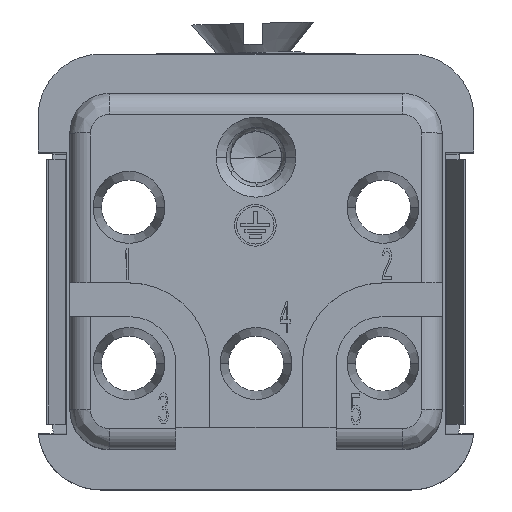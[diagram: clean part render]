
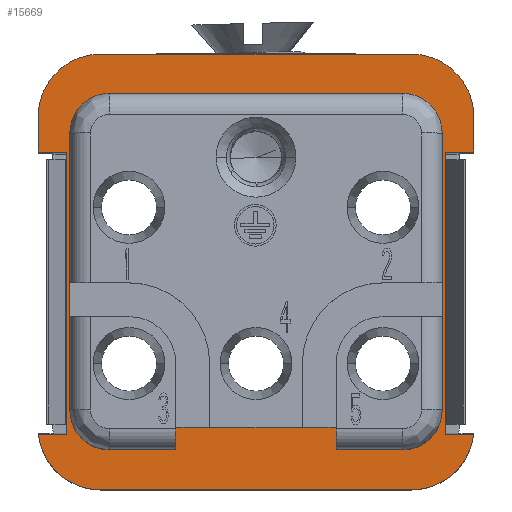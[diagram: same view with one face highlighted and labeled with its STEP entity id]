
A CAD part, top view. The second image highlights one B-rep face of the part: STEP entity #15669.
In plain terms, the highlighted planar face has unit normal (0, 0, 1).
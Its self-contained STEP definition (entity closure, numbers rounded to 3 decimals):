
#3038=DIRECTION('',(-1.,0.,0.));
#3039=VECTOR('',#3038,14.943);
#3040=CARTESIAN_POINT('',(7.471,-10.46,0.));
#3041=LINE('',#3040,#3039);
#3620=DIRECTION('',(1.,0.,0.));
#3621=VECTOR('',#3620,14.92);
#3622=CARTESIAN_POINT('',(-7.46,10.46,0.));
#3623=LINE('',#3622,#3621);
#3648=DIRECTION('',(0.,-1.,0.));
#3649=VECTOR('',#3648,1.702);
#3650=CARTESIAN_POINT('',(10.46,7.46,0.));
#3651=LINE('',#3650,#3649);
#3672=DIRECTION('',(0.,-1.,0.));
#3673=VECTOR('',#3672,13.3);
#3674=CARTESIAN_POINT('',(8.94,6.65,0.));
#3675=LINE('',#3674,#3673);
#3676=DIRECTION('',(1.,0.,0.));
#3677=VECTOR('',#3676,14.08);
#3678=CARTESIAN_POINT('',(-7.04,8.55,0.));
#3679=LINE('',#3678,#3677);
#3680=DIRECTION('',(0.,1.,0.));
#3681=VECTOR('',#3680,13.3);
#3682=CARTESIAN_POINT('',(-8.94,-6.65,0.));
#3683=LINE('',#3682,#3681);
#3684=DIRECTION('',(-1.,0.,0.));
#3685=VECTOR('',#3684,3.19);
#3686=CARTESIAN_POINT('',(-3.85,-8.55,0.));
#3687=LINE('',#3686,#3685);
#3688=DIRECTION('',(0.,-1.,0.));
#3689=VECTOR('',#3688,1.07);
#3690=CARTESIAN_POINT('',(-3.85,-7.48,0.));
#3691=LINE('',#3690,#3689);
#3692=DIRECTION('',(-1.,0.,0.));
#3693=VECTOR('',#3692,7.7);
#3694=CARTESIAN_POINT('',(3.85,-7.48,0.));
#3695=LINE('',#3694,#3693);
#3696=DIRECTION('',(0.,1.,0.));
#3697=VECTOR('',#3696,1.07);
#3698=CARTESIAN_POINT('',(3.85,-8.55,0.));
#3699=LINE('',#3698,#3697);
#3700=DIRECTION('',(-1.,0.,0.));
#3701=VECTOR('',#3700,3.19);
#3702=CARTESIAN_POINT('',(7.04,-8.55,0.));
#3703=LINE('',#3702,#3701);
#3704=CARTESIAN_POINT('',(7.471,-7.46,0.));
#3705=DIRECTION('',(0.,0.,1.));
#3706=DIRECTION('',(0.,-1.,0.));
#3707=AXIS2_PLACEMENT_3D('',#3704,#3705,#3706);
#3709=CARTESIAN_POINT('',(-7.471,-7.46,0.));
#3710=DIRECTION('',(0.,0.,1.));
#3711=DIRECTION('',(-0.994,-0.113,0.));
#3712=AXIS2_PLACEMENT_3D('',#3709,#3710,#3711);
#3714=DIRECTION('',(1.,0.,0.));
#3715=VECTOR('',#3714,1.352);
#3716=CARTESIAN_POINT('',(-10.452,-7.798,0.));
#3717=LINE('',#3716,#3715);
#3718=DIRECTION('',(0.,1.,0.));
#3719=VECTOR('',#3718,13.555);
#3720=CARTESIAN_POINT('',(-9.1,-7.798,0.));
#3721=LINE('',#3720,#3719);
#3722=DIRECTION('',(1.,0.,0.));
#3723=VECTOR('',#3722,1.36);
#3724=CARTESIAN_POINT('',(-10.46,5.758,0.));
#3725=LINE('',#3724,#3723);
#3726=CARTESIAN_POINT('',(-7.46,7.46,0.));
#3727=DIRECTION('',(0.,0.,1.));
#3728=DIRECTION('',(0.,1.,0.));
#3729=AXIS2_PLACEMENT_3D('',#3726,#3727,#3728);
#3731=CARTESIAN_POINT('',(7.46,7.46,0.));
#3732=DIRECTION('',(0.,0.,1.));
#3733=DIRECTION('',(1.,0.,0.));
#3734=AXIS2_PLACEMENT_3D('',#3731,#3732,#3733);
#3736=DIRECTION('',(-1.,0.,0.));
#3737=VECTOR('',#3736,1.36);
#3738=CARTESIAN_POINT('',(10.46,5.758,0.));
#3739=LINE('',#3738,#3737);
#3740=DIRECTION('',(0.,-1.,0.));
#3741=VECTOR('',#3740,13.555);
#3742=CARTESIAN_POINT('',(9.1,5.758,0.));
#3743=LINE('',#3742,#3741);
#3744=DIRECTION('',(-1.,0.,0.));
#3745=VECTOR('',#3744,1.352);
#3746=CARTESIAN_POINT('',(10.452,-7.798,0.));
#3747=LINE('',#3746,#3745);
#3813=CARTESIAN_POINT('',(7.04,-6.65,0.));
#3814=DIRECTION('',(0.,0.,-1.));
#3815=DIRECTION('',(1.,0.,0.));
#3816=AXIS2_PLACEMENT_3D('',#3813,#3814,#3815);
#3883=CARTESIAN_POINT('',(-7.04,-6.65,0.));
#3884=DIRECTION('',(0.,0.,-1.));
#3885=DIRECTION('',(0.,-1.,0.));
#3886=AXIS2_PLACEMENT_3D('',#3883,#3884,#3885);
#3921=CARTESIAN_POINT('',(-7.04,6.65,0.));
#3922=DIRECTION('',(0.,0.,-1.));
#3923=DIRECTION('',(-1.,0.,0.));
#3924=AXIS2_PLACEMENT_3D('',#3921,#3922,#3923);
#4065=CARTESIAN_POINT('',(7.04,6.65,0.));
#4066=DIRECTION('',(0.,0.,-1.));
#4067=DIRECTION('',(0.,1.,0.));
#4068=AXIS2_PLACEMENT_3D('',#4065,#4066,#4067);
#4102=DIRECTION('',(0.,1.,0.));
#4103=VECTOR('',#4102,1.702);
#4104=CARTESIAN_POINT('',(-10.46,5.758,0.));
#4105=LINE('',#4104,#4103);
#9346=CARTESIAN_POINT('',(3.85,-7.48,0.));
#9347=CARTESIAN_POINT('',(-3.85,-7.48,0.));
#9348=VERTEX_POINT('',#9346);
#9349=VERTEX_POINT('',#9347);
#9350=CARTESIAN_POINT('',(-3.85,-8.55,0.));
#9351=VERTEX_POINT('',#9350);
#9352=CARTESIAN_POINT('',(3.85,-8.55,0.));
#9353=VERTEX_POINT('',#9352);
#9486=CARTESIAN_POINT('',(-7.04,8.55,0.));
#9487=CARTESIAN_POINT('',(7.04,8.55,0.));
#9488=VERTEX_POINT('',#9486);
#9489=VERTEX_POINT('',#9487);
#9490=CARTESIAN_POINT('',(8.94,6.65,0.));
#9491=CARTESIAN_POINT('',(8.94,-6.65,0.));
#9492=VERTEX_POINT('',#9490);
#9493=VERTEX_POINT('',#9491);
#9494=CARTESIAN_POINT('',(-8.94,-6.65,0.));
#9495=CARTESIAN_POINT('',(-8.94,6.65,0.));
#9496=VERTEX_POINT('',#9494);
#9497=VERTEX_POINT('',#9495);
#9498=CARTESIAN_POINT('',(7.04,-8.55,0.));
#9499=VERTEX_POINT('',#9498);
#9500=CARTESIAN_POINT('',(-7.04,-8.55,0.));
#9501=VERTEX_POINT('',#9500);
#9503=CARTESIAN_POINT('',(7.471,-10.46,0.));
#9505=VERTEX_POINT('',#9503);
#9506=CARTESIAN_POINT('',(10.46,7.46,0.));
#9507=CARTESIAN_POINT('',(7.46,10.46,0.));
#9508=VERTEX_POINT('',#9506);
#9509=VERTEX_POINT('',#9507);
#9515=CARTESIAN_POINT('',(-7.471,-10.46,0.));
#9517=VERTEX_POINT('',#9515);
#9518=CARTESIAN_POINT('',(-7.46,10.46,0.));
#9519=CARTESIAN_POINT('',(-10.46,7.46,0.));
#9520=VERTEX_POINT('',#9518);
#9521=VERTEX_POINT('',#9519);
#9614=CARTESIAN_POINT('',(10.452,-7.798,0.));
#9615=VERTEX_POINT('',#9614);
#9616=CARTESIAN_POINT('',(-10.452,-7.798,0.));
#9617=VERTEX_POINT('',#9616);
#9618=CARTESIAN_POINT('',(10.46,5.758,0.));
#9619=VERTEX_POINT('',#9618);
#9620=CARTESIAN_POINT('',(-10.46,5.758,0.));
#9621=VERTEX_POINT('',#9620);
#9654=CARTESIAN_POINT('',(9.1,5.758,0.));
#9655=CARTESIAN_POINT('',(9.1,-7.798,0.));
#9656=VERTEX_POINT('',#9654);
#9657=VERTEX_POINT('',#9655);
#9658=CARTESIAN_POINT('',(-9.1,5.758,0.));
#9659=VERTEX_POINT('',#9658);
#9660=CARTESIAN_POINT('',(-9.1,-7.798,0.));
#9661=VERTEX_POINT('',#9660);
#15618=CARTESIAN_POINT('',(10.46,10.46,0.));
#15619=DIRECTION('',(0.,0.,1.));
#15620=DIRECTION('',(1.,0.,0.));
#15621=AXIS2_PLACEMENT_3D('',#15618,#15619,#15620);
#15622=PLANE('',#15621);
#15623=ORIENTED_EDGE('',*,*,#14648,.F.);
#15624=ORIENTED_EDGE('',*,*,#14664,.T.);
#15625=ORIENTED_EDGE('',*,*,#14677,.F.);
#15626=ORIENTED_EDGE('',*,*,#14692,.T.);
#15627=ORIENTED_EDGE('',*,*,#14732,.T.);
#15629=ORIENTED_EDGE('',*,*,#15628,.F.);
#15631=ORIENTED_EDGE('',*,*,#15630,.T.);
#15633=ORIENTED_EDGE('',*,*,#15632,.F.);
#15634=ORIENTED_EDGE('',*,*,#15552,.T.);
#15635=ORIENTED_EDGE('',*,*,#15570,.F.);
#15636=ORIENTED_EDGE('',*,*,#15585,.T.);
#15637=ORIENTED_EDGE('',*,*,#15598,.T.);
#15638=ORIENTED_EDGE('',*,*,#14301,.T.);
#15640=ORIENTED_EDGE('',*,*,#15639,.F.);
#15641=EDGE_LOOP('',(#15623,#15624,#15625,#15626,#15627,#15629,#15631,#15633,
#15634,#15635,#15636,#15637,#15638,#15640));
#15642=FACE_OUTER_BOUND('',#15641,.F.);
#15644=ORIENTED_EDGE('',*,*,#15643,.F.);
#15646=ORIENTED_EDGE('',*,*,#15645,.F.);
#15648=ORIENTED_EDGE('',*,*,#15647,.F.);
#15650=ORIENTED_EDGE('',*,*,#15649,.F.);
#15652=ORIENTED_EDGE('',*,*,#15651,.F.);
#15654=ORIENTED_EDGE('',*,*,#15653,.F.);
#15656=ORIENTED_EDGE('',*,*,#15655,.F.);
#15658=ORIENTED_EDGE('',*,*,#15657,.F.);
#15660=ORIENTED_EDGE('',*,*,#15659,.F.);
#15662=ORIENTED_EDGE('',*,*,#15661,.F.);
#15664=ORIENTED_EDGE('',*,*,#15663,.F.);
#15666=ORIENTED_EDGE('',*,*,#15665,.F.);
#15667=EDGE_LOOP('',(#15644,#15646,#15648,#15650,#15652,#15654,#15656,#15658,
#15660,#15662,#15664,#15666));
#15668=FACE_BOUND('',#15667,.F.);
#15669=ADVANCED_FACE('',(#15642,#15668),#15622,.T.);
#3708=CIRCLE('',#3707,3.);
#3713=CIRCLE('',#3712,3.);
#3730=CIRCLE('',#3729,3.);
#3735=CIRCLE('',#3734,3.);
#3817=CIRCLE('',#3816,1.9);
#3887=CIRCLE('',#3886,1.9);
#3925=CIRCLE('',#3924,1.9);
#4069=CIRCLE('',#4068,1.9);
#14301=EDGE_CURVE('',#9656,#9657,#3743,.T.);
#14648=EDGE_CURVE('',#9505,#9615,#3708,.T.);
#14664=EDGE_CURVE('',#9505,#9517,#3041,.T.);
#14677=EDGE_CURVE('',#9617,#9517,#3713,.T.);
#14692=EDGE_CURVE('',#9617,#9661,#3717,.T.);
#14732=EDGE_CURVE('',#9661,#9659,#3721,.T.);
#15552=EDGE_CURVE('',#9520,#9509,#3623,.T.);
#15570=EDGE_CURVE('',#9508,#9509,#3735,.T.);
#15585=EDGE_CURVE('',#9508,#9619,#3651,.T.);
#15598=EDGE_CURVE('',#9619,#9656,#3739,.T.);
#15628=EDGE_CURVE('',#9621,#9659,#3725,.T.);
#15630=EDGE_CURVE('',#9621,#9521,#4105,.T.);
#15632=EDGE_CURVE('',#9520,#9521,#3730,.T.);
#15639=EDGE_CURVE('',#9615,#9657,#3747,.T.);
#15643=EDGE_CURVE('',#9492,#9493,#3675,.T.);
#15645=EDGE_CURVE('',#9489,#9492,#4069,.T.);
#15647=EDGE_CURVE('',#9488,#9489,#3679,.T.);
#15649=EDGE_CURVE('',#9497,#9488,#3925,.T.);
#15651=EDGE_CURVE('',#9496,#9497,#3683,.T.);
#15653=EDGE_CURVE('',#9501,#9496,#3887,.T.);
#15655=EDGE_CURVE('',#9351,#9501,#3687,.T.);
#15657=EDGE_CURVE('',#9349,#9351,#3691,.T.);
#15659=EDGE_CURVE('',#9348,#9349,#3695,.T.);
#15661=EDGE_CURVE('',#9353,#9348,#3699,.T.);
#15663=EDGE_CURVE('',#9499,#9353,#3703,.T.);
#15665=EDGE_CURVE('',#9493,#9499,#3817,.T.);
